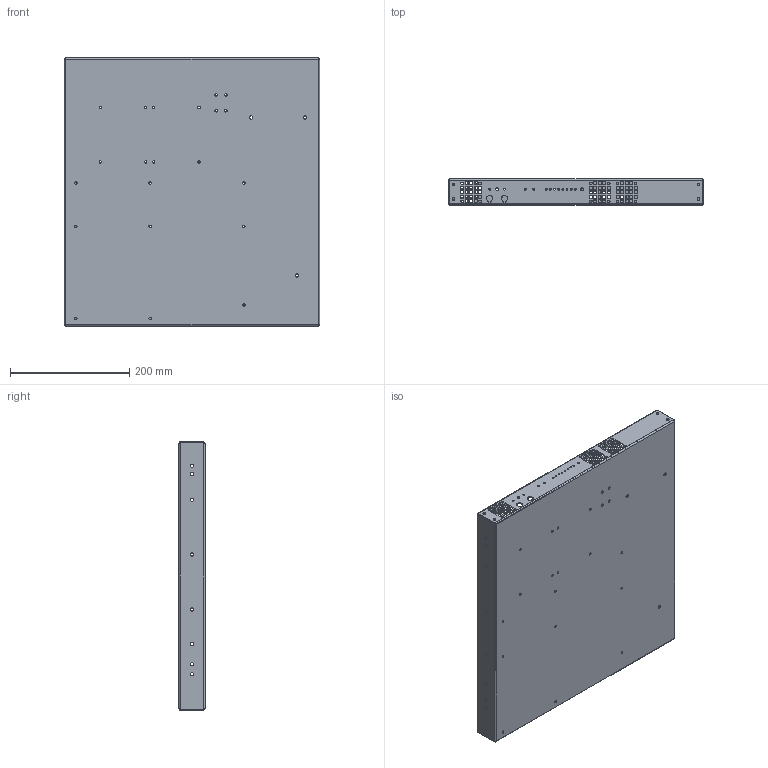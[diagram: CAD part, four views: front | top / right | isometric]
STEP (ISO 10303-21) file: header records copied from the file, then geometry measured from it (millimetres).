
FILE_DESCRIPTION((''),'2;1');
FILE_NAME('R2_CHASSIS_REV3_0063I_','2013-10-17T',('Vaughan'),(''),'PRO/ENGINEER BY PARAMETRIC TECHNOLOGY CORPORATION, 2013230','PRO/ENGINEER BY PARAMETRIC TECHNOLOGY CORPORATION, 2013230','');
FILE_SCHEMA(('CONFIG_CONTROL_DESIGN'));
Length unit declared in the file: millimetre
Products named in the file (1): R2_CHASSIS_REV3_0063I_
Bounding box: 428 x 43.69 x 450 mm (x, y, z)
Volume: 460282.2 mm3; surface area: 585383.4 mm2
Topology: 1 solids, 1 shells, 752 faces, 2122 edges, 1372 vertices
Faces by surface type: plane 456, cylinder 264, bspline 32
Entity records: 26234 total; most frequent: CARTESIAN_POINT 5740, ORIENTED_EDGE 4244, DIRECTION 3962, EDGE_CURVE 2122, VECTOR 1594, LINE 1594, VERTEX_POINT 1372, AXIS2_PLACEMENT_3D 1184
